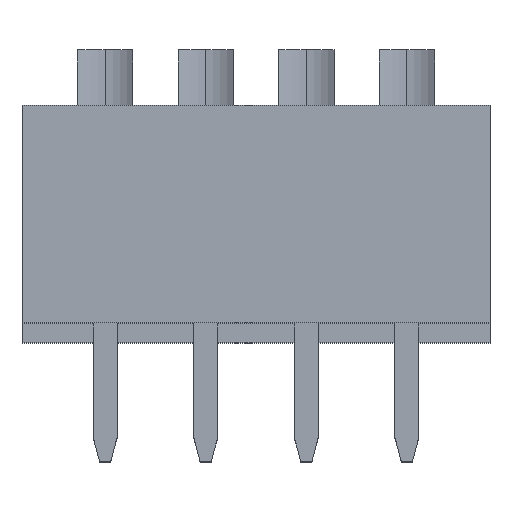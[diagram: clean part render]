
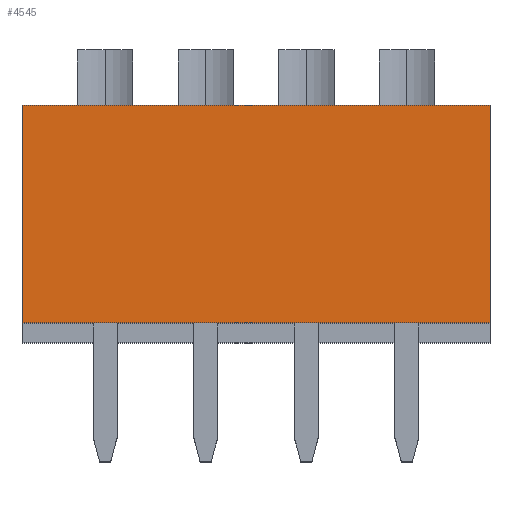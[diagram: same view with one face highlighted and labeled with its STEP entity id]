
A CAD part, top view. The second image highlights one B-rep face of the part: STEP entity #4545.
In plain terms, the highlighted planar face has unit normal (0, 0, 1).
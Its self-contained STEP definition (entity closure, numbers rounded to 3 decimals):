
#26 = VECTOR ( 'NONE', #4642, 1000. ) ;
#155 = EDGE_CURVE ( 'NONE', #9908, #6678, #4415, .T. ) ;
#1067 = CARTESIAN_POINT ( 'NONE',  ( 11.82, 5.5, 0. ) ) ;
#1351 = EDGE_CURVE ( 'NONE', #6678, #6585, #4935, .T. ) ;
#1393 = CARTESIAN_POINT ( 'NONE',  ( 0., 0., 0. ) ) ;
#1931 = CARTESIAN_POINT ( 'NONE',  ( 0., 5.5, 0. ) ) ;
#1971 = FACE_OUTER_BOUND ( 'NONE', #7463, .T. ) ;
#2323 = ORIENTED_EDGE ( 'NONE', *, *, #4508, .F. ) ;
#2605 = DIRECTION ( 'NONE',  ( 1., 0., 0. ) ) ;
#2716 = ORIENTED_EDGE ( 'NONE', *, *, #155, .T. ) ;
#3063 = DIRECTION ( 'NONE',  ( 0., 0., -1. ) ) ;
#3248 = AXIS2_PLACEMENT_3D ( 'NONE', #5483, #3063, #7147 ) ;
#4189 = CARTESIAN_POINT ( 'NONE',  ( 11.82, 5.5, 0. ) ) ;
#4415 = LINE ( 'NONE', #1931, #6840 ) ;
#4508 = EDGE_CURVE ( 'NONE', #9908, #8500, #8001, .T. ) ;
#4545 = ADVANCED_FACE ( 'NONE', ( #1971 ), #7930, .F. ) ;
#4642 = DIRECTION ( 'NONE',  ( 1., 0., 0. ) ) ;
#4935 = LINE ( 'NONE', #5946, #9576 ) ;
#5280 = DIRECTION ( 'NONE',  ( 0., -1., 0. ) ) ;
#5483 = CARTESIAN_POINT ( 'NONE',  ( 0., 5.5, 0. ) ) ;
#5746 = DIRECTION ( 'NONE',  ( 0., -1., 0. ) ) ;
#5946 = CARTESIAN_POINT ( 'NONE',  ( 0., 0., 0. ) ) ;
#6282 = VECTOR ( 'NONE', #5746, 1000. ) ;
#6369 = EDGE_CURVE ( 'NONE', #8500, #6585, #10037, .T. ) ;
#6585 = VERTEX_POINT ( 'NONE', #6907 ) ;
#6678 = VERTEX_POINT ( 'NONE', #1393 ) ;
#6840 = VECTOR ( 'NONE', #5280, 1000. ) ;
#6907 = CARTESIAN_POINT ( 'NONE',  ( 11.82, 0., 0. ) ) ;
#7096 = CARTESIAN_POINT ( 'NONE',  ( 0., 5.5, 0. ) ) ;
#7147 = DIRECTION ( 'NONE',  ( -1., 0., 0. ) ) ;
#7463 = EDGE_LOOP ( 'NONE', ( #9610, #9534, #2323, #2716 ) ) ;
#7930 = PLANE ( 'NONE',  #3248 ) ;
#8001 = LINE ( 'NONE', #8013, #26 ) ;
#8013 = CARTESIAN_POINT ( 'NONE',  ( 0., 5.5, 0. ) ) ;
#8500 = VERTEX_POINT ( 'NONE', #1067 ) ;
#9534 = ORIENTED_EDGE ( 'NONE', *, *, #6369, .F. ) ;
#9576 = VECTOR ( 'NONE', #2605, 1000. ) ;
#9610 = ORIENTED_EDGE ( 'NONE', *, *, #1351, .T. ) ;
#9908 = VERTEX_POINT ( 'NONE', #7096 ) ;
#10037 = LINE ( 'NONE', #4189, #6282 ) ;
